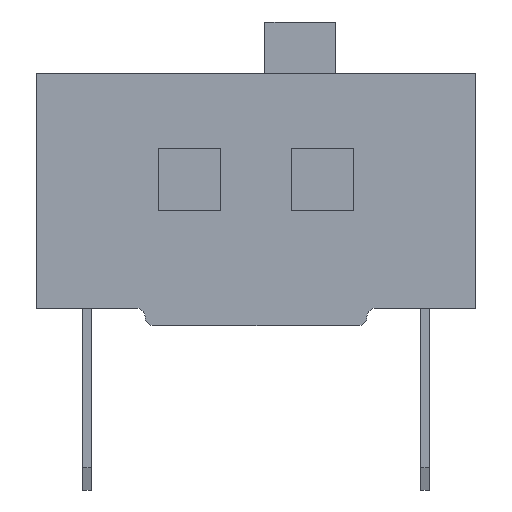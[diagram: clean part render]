
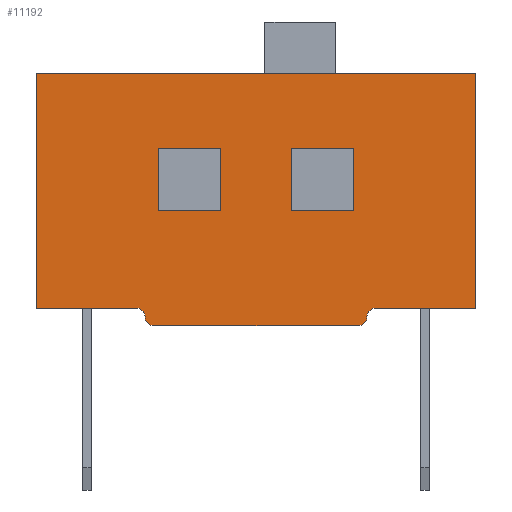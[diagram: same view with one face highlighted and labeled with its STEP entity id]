
A CAD part, left-side view. The second image highlights one B-rep face of the part: STEP entity #11192.
In plain terms, the highlighted planar face has unit normal (-1, 0, 0).
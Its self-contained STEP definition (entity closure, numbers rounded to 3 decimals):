
#369=CIRCLE('',#11666,0.2);
#370=CIRCLE('',#11667,0.2);
#371=CIRCLE('',#11668,0.2);
#372=CIRCLE('',#11669,0.2);
#387=ORIENTED_EDGE('',*,*,#2763,.T.);
#388=ORIENTED_EDGE('',*,*,#2764,.T.);
#389=ORIENTED_EDGE('',*,*,#2765,.T.);
#390=ORIENTED_EDGE('',*,*,#2766,.T.);
#391=ORIENTED_EDGE('',*,*,#2767,.T.);
#392=ORIENTED_EDGE('',*,*,#2768,.T.);
#393=ORIENTED_EDGE('',*,*,#2769,.T.);
#394=ORIENTED_EDGE('',*,*,#2770,.T.);
#395=ORIENTED_EDGE('',*,*,#2771,.F.);
#396=ORIENTED_EDGE('',*,*,#2772,.F.);
#397=ORIENTED_EDGE('',*,*,#2773,.T.);
#398=ORIENTED_EDGE('',*,*,#2774,.T.);
#399=ORIENTED_EDGE('',*,*,#2775,.T.);
#400=ORIENTED_EDGE('',*,*,#2776,.T.);
#401=ORIENTED_EDGE('',*,*,#2777,.T.);
#402=ORIENTED_EDGE('',*,*,#2778,.T.);
#403=ORIENTED_EDGE('',*,*,#2779,.T.);
#404=ORIENTED_EDGE('',*,*,#2780,.T.);
#2763=EDGE_CURVE('',#3951,#3952,#4747,.T.);
#2764=EDGE_CURVE('',#3952,#3953,#4748,.T.);
#2765=EDGE_CURVE('',#3953,#3954,#4749,.T.);
#2766=EDGE_CURVE('',#3954,#3951,#4750,.T.);
#2767=EDGE_CURVE('',#3955,#3956,#4751,.T.);
#2768=EDGE_CURVE('',#3956,#3957,#369,.F.);
#2769=EDGE_CURVE('',#3957,#3958,#370,.T.);
#2770=EDGE_CURVE('',#3958,#3959,#4752,.T.);
#2771=EDGE_CURVE('',#3960,#3959,#4753,.T.);
#2772=EDGE_CURVE('',#3961,#3960,#4754,.T.);
#2773=EDGE_CURVE('',#3961,#3962,#4755,.T.);
#2774=EDGE_CURVE('',#3962,#3963,#4756,.T.);
#2775=EDGE_CURVE('',#3963,#3964,#371,.T.);
#2776=EDGE_CURVE('',#3964,#3955,#372,.F.);
#2777=EDGE_CURVE('',#3965,#3966,#4757,.T.);
#2778=EDGE_CURVE('',#3966,#3967,#4758,.T.);
#2779=EDGE_CURVE('',#3967,#3968,#4759,.T.);
#2780=EDGE_CURVE('',#3968,#3965,#4760,.T.);
#3951=VERTEX_POINT('',#13965);
#3952=VERTEX_POINT('',#13966);
#3953=VERTEX_POINT('',#13968);
#3954=VERTEX_POINT('',#13970);
#3955=VERTEX_POINT('',#13973);
#3956=VERTEX_POINT('',#13974);
#3957=VERTEX_POINT('',#13976);
#3958=VERTEX_POINT('',#13978);
#3959=VERTEX_POINT('',#13980);
#3960=VERTEX_POINT('',#13982);
#3961=VERTEX_POINT('',#13984);
#3962=VERTEX_POINT('',#13986);
#3963=VERTEX_POINT('',#13988);
#3964=VERTEX_POINT('',#13990);
#3965=VERTEX_POINT('',#13993);
#3966=VERTEX_POINT('',#13994);
#3967=VERTEX_POINT('',#13996);
#3968=VERTEX_POINT('',#13998);
#4747=LINE('',#13964,#5671);
#4748=LINE('',#13967,#5672);
#4749=LINE('',#13969,#5673);
#4750=LINE('',#13971,#5674);
#4751=LINE('',#13972,#5675);
#4752=LINE('',#13979,#5676);
#4753=LINE('',#13981,#5677);
#4754=LINE('',#13983,#5678);
#4755=LINE('',#13985,#5679);
#4756=LINE('',#13987,#5680);
#4757=LINE('',#13992,#5681);
#4758=LINE('',#13995,#5682);
#4759=LINE('',#13997,#5683);
#4760=LINE('',#13999,#5684);
#5671=VECTOR('',#12126,1000.);
#5672=VECTOR('',#12127,1000.);
#5673=VECTOR('',#12128,1000.);
#5674=VECTOR('',#12129,1000.);
#5675=VECTOR('',#12130,1000.);
#5676=VECTOR('',#12135,1000.);
#5677=VECTOR('',#12136,1000.);
#5678=VECTOR('',#12137,1000.);
#5679=VECTOR('',#12138,1000.);
#5680=VECTOR('',#12139,1000.);
#5681=VECTOR('',#12144,1000.);
#5682=VECTOR('',#12145,1000.);
#5683=VECTOR('',#12146,1000.);
#5684=VECTOR('',#12147,1000.);
#6595=EDGE_LOOP('',(#387,#388,#389,#390));
#6596=EDGE_LOOP('',(#391,#392,#393,#394,#395,#396,#397,#398,#399,#400));
#6597=EDGE_LOOP('',(#401,#402,#403,#404));
#7137=FACE_BOUND('',#6595,.T.);
#7138=FACE_BOUND('',#6596,.T.);
#7139=FACE_BOUND('',#6597,.T.);
#7679=PLANE('',#11665);
#11192=ADVANCED_FACE('',(#7137,#7138,#7139),#7679,.F.);
#11665=AXIS2_PLACEMENT_3D('',#13963,#12124,#12125);
#11666=AXIS2_PLACEMENT_3D('',#13975,#12131,#12132);
#11667=AXIS2_PLACEMENT_3D('',#13977,#12133,#12134);
#11668=AXIS2_PLACEMENT_3D('',#13989,#12140,#12141);
#11669=AXIS2_PLACEMENT_3D('',#13991,#12142,#12143);
#12124=DIRECTION('',(1.,0.,0.));
#12125=DIRECTION('',(0.,0.,-1.));
#12126=DIRECTION('',(0.,1.,0.));
#12127=DIRECTION('',(0.,0.,1.));
#12128=DIRECTION('',(0.,-1.,0.));
#12129=DIRECTION('',(0.,0.,-1.));
#12130=DIRECTION('',(0.,-1.,0.));
#12131=DIRECTION('',(1.,0.,0.));
#12132=DIRECTION('',(0.,0.,-1.));
#12133=DIRECTION('',(1.,0.,0.));
#12134=DIRECTION('',(0.,0.,-1.));
#12135=DIRECTION('',(0.,-1.,0.));
#12136=DIRECTION('',(0.,0.,-1.));
#12137=DIRECTION('',(0.,-1.,0.));
#12138=DIRECTION('',(0.,0.,-1.));
#12139=DIRECTION('',(0.,-1.,0.));
#12140=DIRECTION('',(1.,0.,0.));
#12141=DIRECTION('',(0.,0.,-1.));
#12142=DIRECTION('',(1.,0.,0.));
#12143=DIRECTION('',(0.,0.,-1.));
#12144=DIRECTION('',(0.,1.,0.));
#12145=DIRECTION('',(0.,0.,1.));
#12146=DIRECTION('',(0.,-1.,0.));
#12147=DIRECTION('',(0.,0.,-1.));
#13963=CARTESIAN_POINT('',(-15.74,4.95,5.3));
#13964=CARTESIAN_POINT('',(-15.74,0.8,2.2));
#13965=CARTESIAN_POINT('',(-15.74,0.8,2.2));
#13966=CARTESIAN_POINT('',(-15.74,2.2,2.2));
#13967=CARTESIAN_POINT('',(-15.74,2.2,2.2));
#13968=CARTESIAN_POINT('',(-15.74,2.2,3.6));
#13969=CARTESIAN_POINT('',(-15.74,2.2,3.6));
#13970=CARTESIAN_POINT('',(-15.74,0.8,3.6));
#13971=CARTESIAN_POINT('',(-15.74,0.8,3.6));
#13972=CARTESIAN_POINT('',(-15.74,2.5,-0.4));
#13973=CARTESIAN_POINT('',(-15.74,2.3,-0.4));
#13974=CARTESIAN_POINT('',(-15.74,-2.3,-0.4));
#13975=CARTESIAN_POINT('',(-15.74,-2.3,-0.2));
#13976=CARTESIAN_POINT('',(-15.74,-2.5,-0.2));
#13977=CARTESIAN_POINT('',(-15.74,-2.7,-0.2));
#13978=CARTESIAN_POINT('',(-15.74,-2.7,0.));
#13979=CARTESIAN_POINT('',(-15.74,4.95,0.));
#13980=CARTESIAN_POINT('',(-15.74,-4.95,0.));
#13981=CARTESIAN_POINT('',(-15.74,-4.95,5.3));
#13982=CARTESIAN_POINT('',(-15.74,-4.95,5.3));
#13983=CARTESIAN_POINT('',(-15.74,4.95,5.3));
#13984=CARTESIAN_POINT('',(-15.74,4.95,5.3));
#13985=CARTESIAN_POINT('',(-15.74,4.95,5.3));
#13986=CARTESIAN_POINT('',(-15.74,4.95,0.));
#13987=CARTESIAN_POINT('',(-15.74,4.95,0.));
#13988=CARTESIAN_POINT('',(-15.74,2.7,0.));
#13989=CARTESIAN_POINT('',(-15.74,2.7,-0.2));
#13990=CARTESIAN_POINT('',(-15.74,2.5,-0.2));
#13991=CARTESIAN_POINT('',(-15.74,2.3,-0.2));
#13992=CARTESIAN_POINT('',(-15.74,-2.2,2.2));
#13993=CARTESIAN_POINT('',(-15.74,-2.2,2.2));
#13994=CARTESIAN_POINT('',(-15.74,-0.8,2.2));
#13995=CARTESIAN_POINT('',(-15.74,-0.8,2.2));
#13996=CARTESIAN_POINT('',(-15.74,-0.8,3.6));
#13997=CARTESIAN_POINT('',(-15.74,-0.8,3.6));
#13998=CARTESIAN_POINT('',(-15.74,-2.2,3.6));
#13999=CARTESIAN_POINT('',(-15.74,-2.2,3.6));
